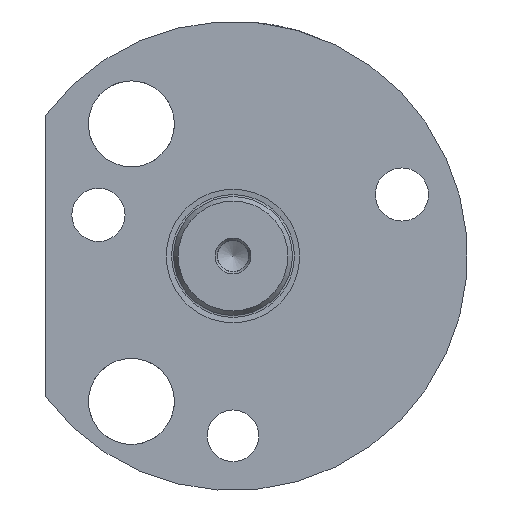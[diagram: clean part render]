
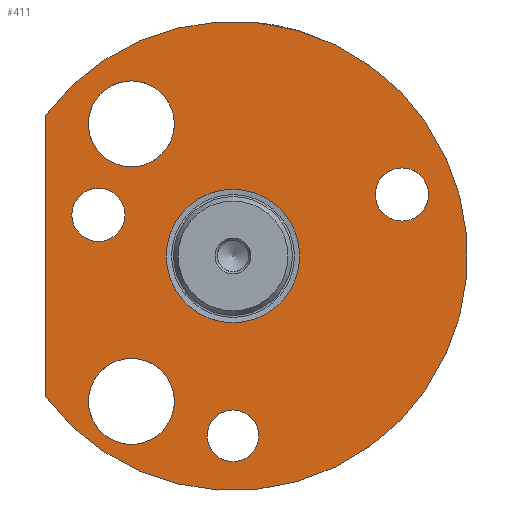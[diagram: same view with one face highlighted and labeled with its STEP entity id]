
A CAD part, left-side view. The second image highlights one B-rep face of the part: STEP entity #411.
In plain terms, the highlighted planar face has unit normal (-1, 0, 0).
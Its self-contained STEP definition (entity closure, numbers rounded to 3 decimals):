
#228=PLANE('',#1649);
#304=LINE('',#2629,#337);
#337=VECTOR('',#1920,1.);
#411=ADVANCED_FACE('',(#553,#554,#555,#556,#557,#558,#559),#228,.T.);
#553=FACE_BOUND('',#700,.T.);
#554=FACE_BOUND('',#701,.T.);
#555=FACE_BOUND('',#702,.T.);
#556=FACE_BOUND('',#703,.T.);
#557=FACE_BOUND('',#704,.T.);
#558=FACE_BOUND('',#705,.T.);
#559=FACE_BOUND('',#706,.T.);
#700=EDGE_LOOP('',(#939));
#701=EDGE_LOOP('',(#940));
#702=EDGE_LOOP('',(#941));
#703=EDGE_LOOP('',(#942));
#704=EDGE_LOOP('',(#943,#944));
#705=EDGE_LOOP('',(#945));
#706=EDGE_LOOP('',(#946));
#939=ORIENTED_EDGE('',*,*,#1402,.F.);
#940=ORIENTED_EDGE('',*,*,#1403,.F.);
#941=ORIENTED_EDGE('',*,*,#1404,.F.);
#942=ORIENTED_EDGE('',*,*,#1405,.F.);
#943=ORIENTED_EDGE('',*,*,#1406,.F.);
#944=ORIENTED_EDGE('',*,*,#1407,.F.);
#945=ORIENTED_EDGE('',*,*,#1408,.T.);
#946=ORIENTED_EDGE('',*,*,#1409,.F.);
#1247=VERTEX_POINT('',#2622);
#1248=VERTEX_POINT('',#2624);
#1249=VERTEX_POINT('',#2626);
#1250=VERTEX_POINT('',#2628);
#1251=VERTEX_POINT('',#2630);
#1252=VERTEX_POINT('',#2631);
#1253=VERTEX_POINT('',#2634);
#1254=VERTEX_POINT('',#2636);
#1402=EDGE_CURVE('',#1247,#1247,#1530,.T.);
#1403=EDGE_CURVE('',#1248,#1248,#1531,.T.);
#1404=EDGE_CURVE('',#1249,#1249,#1532,.T.);
#1405=EDGE_CURVE('',#1250,#1250,#1533,.T.);
#1406=EDGE_CURVE('',#1251,#1252,#304,.T.);
#1407=EDGE_CURVE('',#1252,#1251,#1534,.T.);
#1408=EDGE_CURVE('',#1253,#1253,#1535,.T.);
#1409=EDGE_CURVE('',#1254,#1254,#1536,.T.);
#1530=CIRCLE('',#1642,3.4);
#1531=CIRCLE('',#1643,3.4);
#1532=CIRCLE('',#1644,5.5);
#1533=CIRCLE('',#1645,5.5);
#1534=CIRCLE('',#1646,30.);
#1535=CIRCLE('',#1647,3.3);
#1536=CIRCLE('',#1648,8.54);
#1642=AXIS2_PLACEMENT_3D('',#2621,#1912,#1913);
#1643=AXIS2_PLACEMENT_3D('',#2623,#1914,#1915);
#1644=AXIS2_PLACEMENT_3D('',#2625,#1916,#1917);
#1645=AXIS2_PLACEMENT_3D('',#2627,#1918,#1919);
#1646=AXIS2_PLACEMENT_3D('',#2632,#1921,#1922);
#1647=AXIS2_PLACEMENT_3D('',#2633,#1923,#1924);
#1648=AXIS2_PLACEMENT_3D('',#2635,#1925,#1926);
#1649=AXIS2_PLACEMENT_3D('',#2637,#1927,#1928);
#1912=DIRECTION('',(-1.,0.,0.));
#1913=DIRECTION('',(0.,0.,1.));
#1914=DIRECTION('',(-1.,0.,0.));
#1915=DIRECTION('',(0.,0.,1.));
#1916=DIRECTION('',(-1.,0.,0.));
#1917=DIRECTION('',(0.,0.,1.));
#1918=DIRECTION('',(-1.,0.,0.));
#1919=DIRECTION('',(0.,0.,1.));
#1920=DIRECTION('',(0.,0.,1.));
#1921=DIRECTION('',(1.,0.,0.));
#1922=DIRECTION('',(0.,0.,-1.));
#1923=DIRECTION('',(1.,0.,0.));
#1924=DIRECTION('',(0.,1.,0.));
#1925=DIRECTION('',(-1.,0.,0.));
#1926=DIRECTION('',(0.,-1.,0.));
#1927=DIRECTION('',(-1.,0.,0.));
#1928=DIRECTION('',(0.,0.,1.));
#2621=CARTESIAN_POINT('',(0.,-21.613,7.866));
#2622=CARTESIAN_POINT('',(0.,-21.613,11.266));
#2623=CARTESIAN_POINT('',(0.,17.213,5.263));
#2624=CARTESIAN_POINT('',(0.,17.213,8.663));
#2625=CARTESIAN_POINT('',(0.,13.,16.9));
#2626=CARTESIAN_POINT('',(0.,13.,22.4));
#2627=CARTESIAN_POINT('',(0.,13.,-18.6));
#2628=CARTESIAN_POINT('',(0.,13.,-13.1));
#2629=CARTESIAN_POINT('',(0.,24.,0.));
#2630=CARTESIAN_POINT('',(0.,24.,-18.));
#2631=CARTESIAN_POINT('',(0.,24.,18.));
#2632=CARTESIAN_POINT('',(0.,0.,0.));
#2633=CARTESIAN_POINT('',(0.,0.,-23.));
#2634=CARTESIAN_POINT('',(0.,3.3,-23.));
#2635=CARTESIAN_POINT('',(0.,0.,0.));
#2636=CARTESIAN_POINT('',(0.,-8.54,0.));
#2637=CARTESIAN_POINT('',(0.,-30.,0.));
